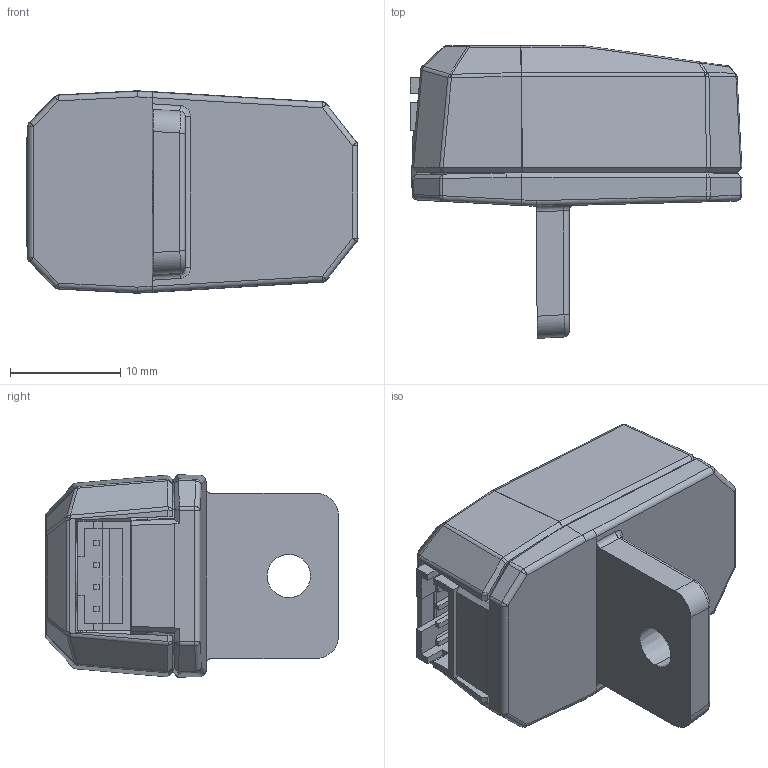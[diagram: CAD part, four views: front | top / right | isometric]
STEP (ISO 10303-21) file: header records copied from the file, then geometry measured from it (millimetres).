
FILE_DESCRIPTION (( 'STEP AP214' ), '1' );
FILE_NAME ('REV-31-1154.STEP', '2017-04-10T19:34:00', ( '' ), ( '' ), 'SwSTEP 2.0', 'SolidWorks 2016', '' );
FILE_SCHEMA (( 'AUTOMOTIVE_DESIGN' ));
Length unit declared in the file: millimetre
Products named in the file (1): REV-31-1154
Bounding box: 30.14 x 26.56 x 18.38 mm (x, y, z)
Volume: 4202.5 mm3; surface area: 5465.7 mm2
Topology: 4 solids, 4 shells, 584 faces, 1446 edges, 877 vertices
Faces by surface type: plane 261, cylinder 197, bspline 106, cone 18, torus 2
Entity records: 25758 total; most frequent: CARTESIAN_POINT 6529, ORIENTED_EDGE 2892, DIRECTION 2225, EDGE_CURVE 1446, LINE 897, VECTOR 897, VERTEX_POINT 877, AXIS2_PLACEMENT_3D 664
